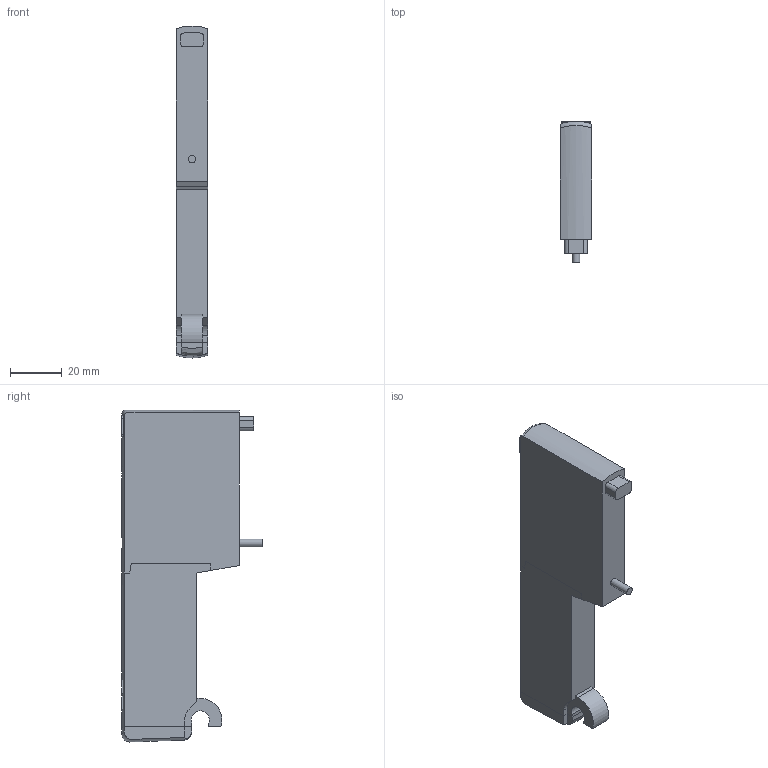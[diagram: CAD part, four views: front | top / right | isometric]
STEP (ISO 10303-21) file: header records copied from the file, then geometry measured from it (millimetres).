
FILE_DESCRIPTION((''),'2;1');
FILE_NAME('2241_52_00_36_02.ipt.step','2011-01-10T16:37:23',(''),(''),'Autodesk Inventor 2011','Autodesk Inventor 2011','');
FILE_SCHEMA(('AUTOMOTIVE_DESIGN { 1 0 10303 214 1 1 1 1 }'));
Length unit declared in the file: millimetre
Products named in the file (1): 2241_52_00_36_02
Bounding box: 12.3 x 54.4 x 128.52 mm (x, y, z)
Volume: 57836.9 mm3; surface area: 13923.1 mm2
Topology: 1 solids, 1 shells, 150 faces, 382 edges, 250 vertices
Faces by surface type: plane 103, cylinder 30, bspline 17
Full cylindrical faces by diameter (mm): 3 x1, 5.5 x1
Entity records: 5088 total; most frequent: CARTESIAN_POINT 1378, ORIENTED_EDGE 758, DIRECTION 656, EDGE_CURVE 379, VECTOR 264, LINE 264, VERTEX_POINT 249, AXIS2_PLACEMENT_3D 196
